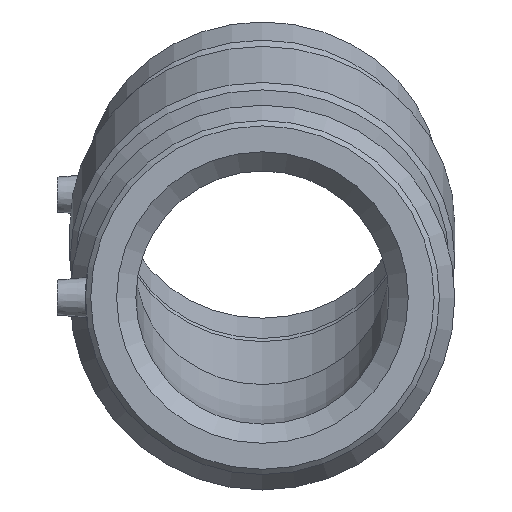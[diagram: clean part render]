
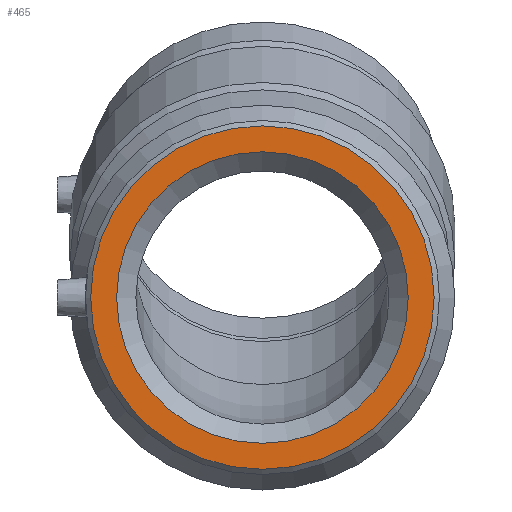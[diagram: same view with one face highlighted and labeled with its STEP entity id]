
A CAD part, left-side view. The second image highlights one B-rep face of the part: STEP entity #465.
In plain terms, the highlighted planar face has unit normal (-1, 0, 0).
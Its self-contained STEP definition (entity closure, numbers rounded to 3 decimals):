
#25=PLANE('',#538);
#86=FACE_BOUND('',#201,.T.);
#129=FACE_OUTER_BOUND('',#200,.T.);
#200=EDGE_LOOP('',(#408));
#201=EDGE_LOOP('',(#409));
#254=CIRCLE('',#539,73.623);
#255=CIRCLE('',#540,62.5);
#296=VERTEX_POINT('',#887);
#297=VERTEX_POINT('',#889);
#338=EDGE_CURVE('',#296,#296,#254,.T.);
#339=EDGE_CURVE('',#297,#297,#255,.T.);
#408=ORIENTED_EDGE('',*,*,#338,.F.);
#409=ORIENTED_EDGE('',*,*,#339,.T.);
#465=ADVANCED_FACE('',(#129,#86),#25,.T.);
#538=AXIS2_PLACEMENT_3D('',#886,#681,#682);
#539=AXIS2_PLACEMENT_3D('',#888,#683,#684);
#540=AXIS2_PLACEMENT_3D('',#890,#685,#686);
#681=DIRECTION('center_axis',(-1.,0.,0.));
#682=DIRECTION('ref_axis',(0.,0.,1.));
#683=DIRECTION('center_axis',(1.,0.,0.));
#684=DIRECTION('ref_axis',(0.,0.,-1.));
#685=DIRECTION('center_axis',(1.,0.,0.));
#686=DIRECTION('ref_axis',(0.,0.,-1.));
#886=CARTESIAN_POINT('Origin',(-127.776,73.623,0.));
#887=CARTESIAN_POINT('',(-127.776,73.623,0.));
#888=CARTESIAN_POINT('Origin',(-127.776,0.,0.));
#889=CARTESIAN_POINT('',(-127.776,62.5,0.));
#890=CARTESIAN_POINT('Origin',(-127.776,0.,0.));
